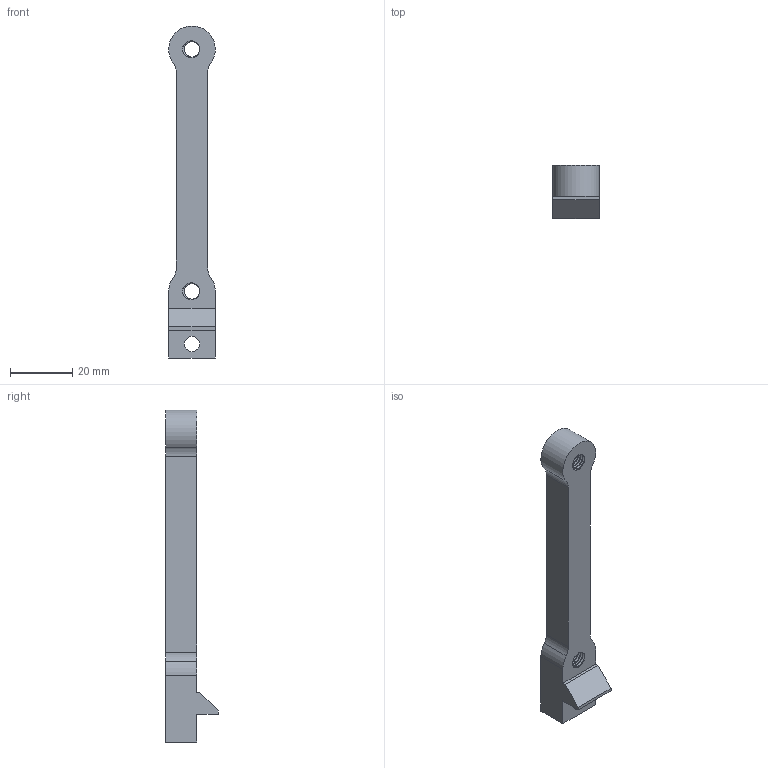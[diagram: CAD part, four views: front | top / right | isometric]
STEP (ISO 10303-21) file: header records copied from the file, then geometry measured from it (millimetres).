
FILE_DESCRIPTION(/* description */ (''),/* implementation_level */ '2;1');
FILE_NAME(/* name */ 'support gb v4.step',/* time_stamp */ '2021-01-22T15:09:48+01:00',/* author */ (''),/* organization */ (''),/* preprocessor_version */ 'ST-DEVELOPER v18.1',/* originating_system */ 'Autodesk Translation Framework v9.7.1.1290',/* authorisation */ '');
FILE_SCHEMA (('AUTOMOTIVE_DESIGN { 1 0 10303 214 3 1 1 }'));
Length unit declared in the file: millimetre
Products named in the file (1): support gb
Bounding box: 15 x 17 x 107 mm (x, y, z)
Volume: 11919.1 mm3; surface area: 5727.3 mm2
Topology: 1 solids, 1 shells, 70 faces, 201 edges, 134 vertices
Faces by surface type: cylinder 53, plane 13, bspline 4
Full cylindrical faces by diameter (mm): 5 x1, 5.035 x10, 6.147 x4, 8.5 x1
Entity records: 5208 total; most frequent: CARTESIAN_POINT 3502, ORIENTED_EDGE 402, DIRECTION 265, EDGE_CURVE 201, VERTEX_POINT 134, B_SPLINE_CURVE_WITH_KNOTS 96, AXIS2_PLACEMENT_3D 93, LINE 79
